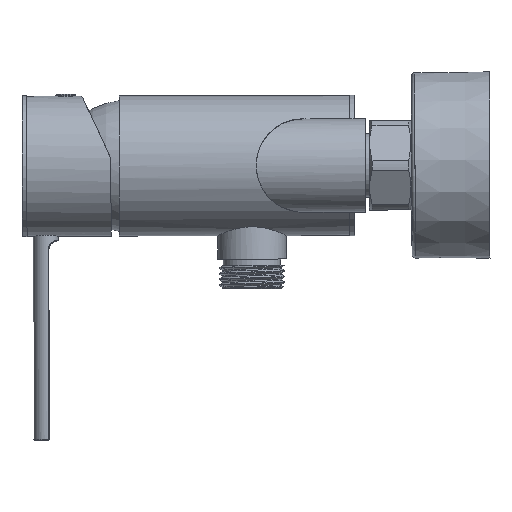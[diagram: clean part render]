
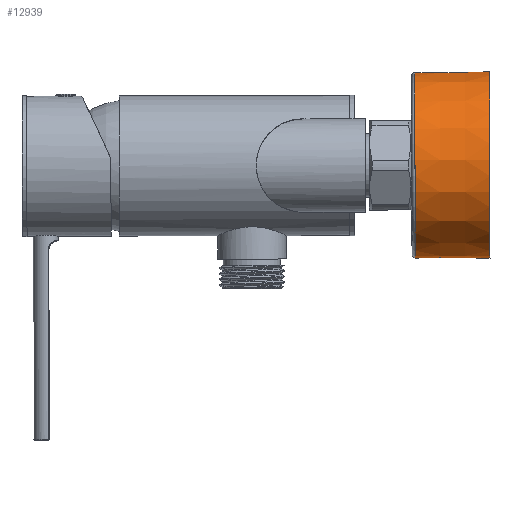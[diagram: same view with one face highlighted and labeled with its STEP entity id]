
A CAD part, left-side view. The second image highlights one B-rep face of the part: STEP entity #12939.
In plain terms, the highlighted conical face has half-angle 0.344 degrees and reference radius 30 mm.
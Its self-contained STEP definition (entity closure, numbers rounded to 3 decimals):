
#1846 = AXIS2_PLACEMENT_3D ( 'NONE', #10494, #3390, #1977 ) ;
#1977 = DIRECTION ( 'NONE',  ( -0.548, -0.002, -0.837 ) ) ;
#3049 = CONICAL_SURFACE ( 'NONE', #1846, 30., 0.006 ) ;
#3265 = DIRECTION ( 'NONE',  ( 0., -1., 0.003 ) ) ;
#3390 = DIRECTION ( 'NONE',  ( 0., -1., 0.003 ) ) ;
#4696 = CARTESIAN_POINT ( 'NONE',  ( -75., 7163.244, -939.086 ) ) ;
#4788 = FACE_OUTER_BOUND ( 'NONE', #13635, .T. ) ;
#5113 = CIRCLE ( 'NONE', #16169, 29.856 ) ;
#6305 = AXIS2_PLACEMENT_3D ( 'NONE', #4696, #10403, #10690 ) ;
#7039 = EDGE_LOOP ( 'NONE', ( #14573 ) ) ;
#10403 = DIRECTION ( 'NONE',  ( 0., -1., 0.003 ) ) ;
#10494 = CARTESIAN_POINT ( 'NONE',  ( -75., 7163.244, -939.086 ) ) ;
#10690 = DIRECTION ( 'NONE',  ( -0.548, -0.002, -0.837 ) ) ;
#11716 = VERTEX_POINT ( 'NONE', #13298 ) ;
#12939 = ADVANCED_FACE ( 'NONE', ( #13306, #4788 ), #3049, .T. ) ;
#13298 = CARTESIAN_POINT ( 'NONE',  ( -91.431, 7163.182, -964.186 ) ) ;
#13306 = FACE_BOUND ( 'NONE', #7039, .T. ) ;
#13635 = EDGE_LOOP ( 'NONE', ( #18028 ) ) ;
#13885 = VERTEX_POINT ( 'NONE', #18356 ) ;
#14222 = DIRECTION ( 'NONE',  ( 0.548, 0.002, 0.837 ) ) ;
#14573 = ORIENTED_EDGE ( 'NONE', *, *, #15693, .T. ) ;
#15693 = EDGE_CURVE ( 'NONE', #13885, #13885, #5113, .T. ) ;
#16095 = CARTESIAN_POINT ( 'NONE',  ( -75., 7187.262, -939.146 ) ) ;
#16169 = AXIS2_PLACEMENT_3D ( 'NONE', #16095, #3265, #14222 ) ;
#16791 = CIRCLE ( 'NONE', #6305, 30. ) ;
#17412 = EDGE_CURVE ( 'NONE', #11716, #11716, #16791, .T. ) ;
#18028 = ORIENTED_EDGE ( 'NONE', *, *, #17412, .F. ) ;
#18356 = CARTESIAN_POINT ( 'NONE',  ( -58.648, 7187.325, -914.167 ) ) ;
